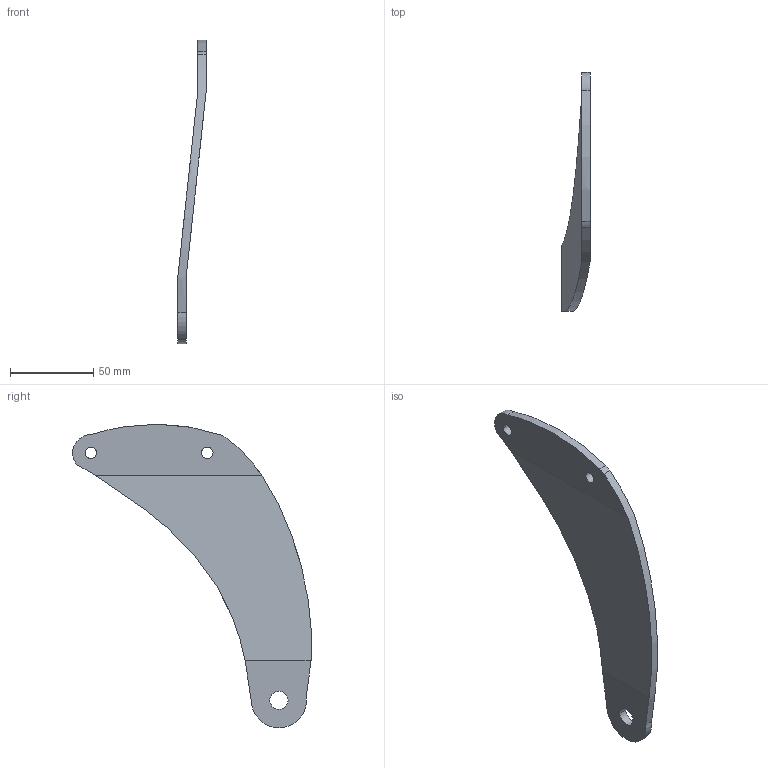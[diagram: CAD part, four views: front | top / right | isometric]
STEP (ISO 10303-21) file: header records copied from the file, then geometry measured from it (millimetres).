
FILE_DESCRIPTION(('CATIA V5 STEP Exchange'),'2;1');
FILE_NAME('Patte flasque LEFT SIDE.stp','2020-09-23T20:05:28+00:00',('none'),('none'),'CATIA Version 5 Release 21 GA (IN-10)','CATIA V5 STEP AP203','none');
FILE_SCHEMA(('CONFIG_CONTROL_DESIGN'));
Length unit declared in the file: millimetre
Products named in the file (1): Patte flasque gt750 usinee LEFT SIDE
Bounding box: 17 x 143.68 x 182.74 mm (x, y, z)
Volume: 54727.1 mm3; surface area: 24845.7 mm2
Topology: 1 solids, 1 shells, 18 faces, 48 edges, 32 vertices
Faces by surface type: cylinder 9, plane 6, extrusion 3
Entity records: 737 total; most frequent: CARTESIAN_POINT 270, ORIENTED_EDGE 96, DIRECTION 61, EDGE_CURVE 48, VERTEX_POINT 32, AXIS2_PLACEMENT_3D 31, EDGE_LOOP 24, VECTOR 19
